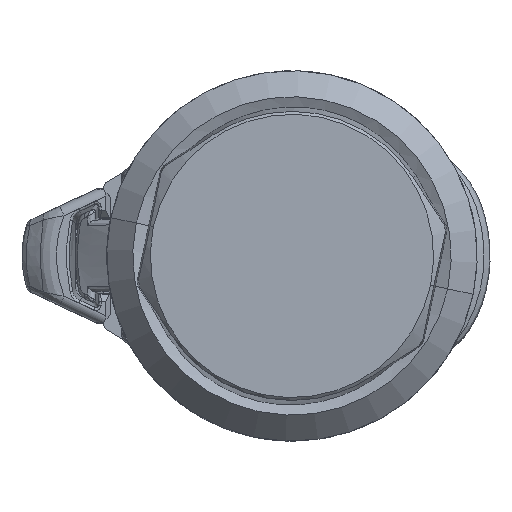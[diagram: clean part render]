
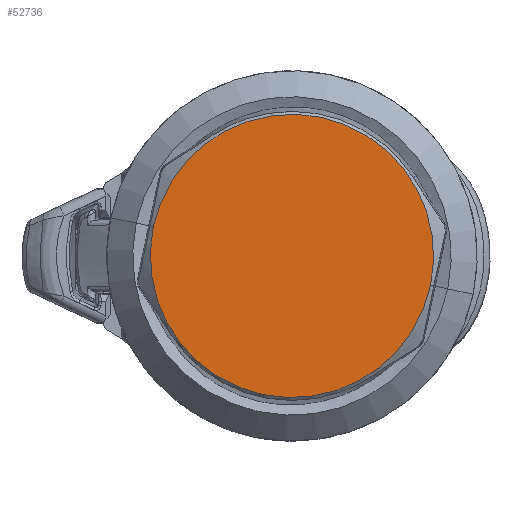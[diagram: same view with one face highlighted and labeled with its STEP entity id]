
A CAD part, left-side view. The second image highlights one B-rep face of the part: STEP entity #52736.
In plain terms, the highlighted planar face has unit normal (-1, 0, 0).
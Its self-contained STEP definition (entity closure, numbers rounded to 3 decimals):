
#16477=CARTESIAN_POINT('',(-79.6,0.,0.));
#16478=DIRECTION('',(1.,0.,0.));
#16479=DIRECTION('',(0.,0.978,0.207));
#16480=AXIS2_PLACEMENT_3D('',#16477,#16478,#16479);
#16482=CARTESIAN_POINT('',(-79.6,0.,0.));
#16483=DIRECTION('',(1.,0.,0.));
#16484=DIRECTION('',(0.,-0.978,-0.207));
#16485=AXIS2_PLACEMENT_3D('',#16482,#16483,#16484);
#28738=CARTESIAN_POINT('',(-79.6,10.665,2.253));
#28739=CARTESIAN_POINT('',(-79.6,-10.665,-2.253));
#28740=VERTEX_POINT('',#28738);
#28741=VERTEX_POINT('',#28739);
#52726=CARTESIAN_POINT('',(-79.6,0.,0.));
#52727=DIRECTION('',(-1.,0.,0.));
#52728=DIRECTION('',(0.,-0.978,-0.207));
#52729=AXIS2_PLACEMENT_3D('',#52726,#52727,#52728);
#52730=PLANE('',#52729);
#52731=ORIENTED_EDGE('',*,*,#52701,.T.);
#52733=ORIENTED_EDGE('',*,*,#52732,.T.);
#52734=EDGE_LOOP('',(#52731,#52733));
#52735=FACE_OUTER_BOUND('',#52734,.F.);
#16481=CIRCLE('',#16480,10.9);
#16486=CIRCLE('',#16485,10.9);
#52701=EDGE_CURVE('',#28740,#28741,#16481,.T.);
#52732=EDGE_CURVE('',#28741,#28740,#16486,.T.);
#52736=ADVANCED_FACE('',(#52735),#52730,.T.);
